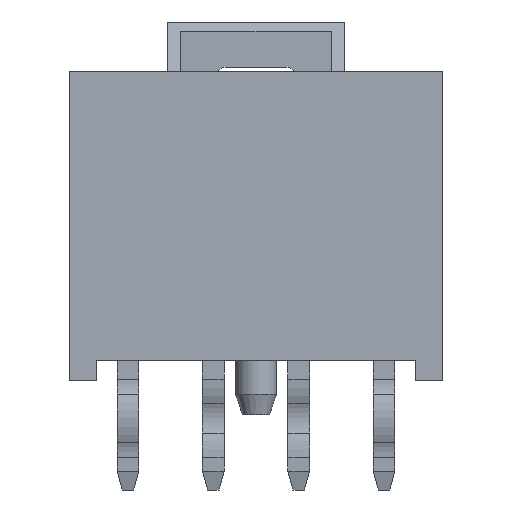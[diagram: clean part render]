
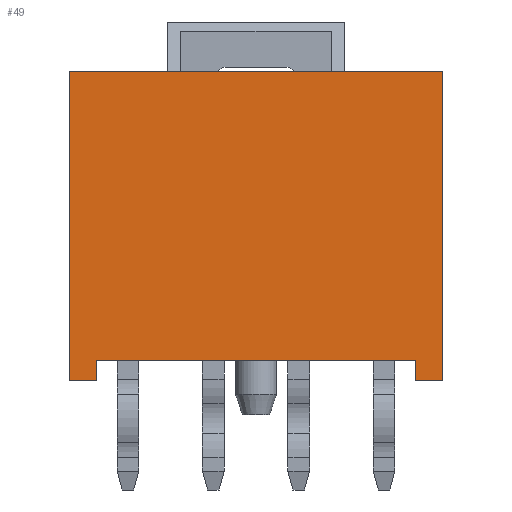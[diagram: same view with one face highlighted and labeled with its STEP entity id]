
A CAD part, front view. The second image highlights one B-rep face of the part: STEP entity #49.
In plain terms, the highlighted planar face has unit normal (0, -1, 0).
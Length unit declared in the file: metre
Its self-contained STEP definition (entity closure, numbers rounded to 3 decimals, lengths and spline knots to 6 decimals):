
#49 = ADVANCED_FACE( '', ( #227 ), #228, .F. );
#227 = FACE_OUTER_BOUND( '', #584, .T. );
#228 = PLANE( '', #585 );
#584 = EDGE_LOOP( '', ( #956, #957, #958, #959, #960, #961, #962, #963 ) );
#585 = AXIS2_PLACEMENT_3D( '', #964, #965, #966 );
#956 = ORIENTED_EDGE( '', *, *, #2376, .T. );
#957 = ORIENTED_EDGE( '', *, *, #2377, .F. );
#958 = ORIENTED_EDGE( '', *, *, #2378, .F. );
#959 = ORIENTED_EDGE( '', *, *, #2379, .F. );
#960 = ORIENTED_EDGE( '', *, *, #2380, .T. );
#961 = ORIENTED_EDGE( '', *, *, #2381, .F. );
#962 = ORIENTED_EDGE( '', *, *, #2382, .F. );
#963 = ORIENTED_EDGE( '', *, *, #2383, .F. );
#964 = CARTESIAN_POINT( '', ( 0., -0.00174, 0. ) );
#965 = DIRECTION( '', ( 0., 1., 0. ) );
#966 = DIRECTION( '', ( 1., 0., 0. ) );
#2376 = EDGE_CURVE( '', #2838, #2839, #2840, .T. );
#2377 = EDGE_CURVE( '', #2841, #2839, #2842, .T. );
#2378 = EDGE_CURVE( '', #2843, #2841, #2844, .T. );
#2379 = EDGE_CURVE( '', #2845, #2843, #2846, .T. );
#2380 = EDGE_CURVE( '', #2845, #2847, #2848, .T. );
#2381 = EDGE_CURVE( '', #2849, #2847, #2850, .T. );
#2382 = EDGE_CURVE( '', #2851, #2849, #2852, .T. );
#2383 = EDGE_CURVE( '', #2838, #2851, #2853, .T. );
#2838 = VERTEX_POINT( '', #3592 );
#2839 = VERTEX_POINT( '', #3593 );
#2840 = LINE( '', #3594, #3595 );
#2841 = VERTEX_POINT( '', #3596 );
#2842 = LINE( '', #3597, #3598 );
#2843 = VERTEX_POINT( '', #3599 );
#2844 = LINE( '', #3600, #3601 );
#2845 = VERTEX_POINT( '', #3602 );
#2846 = LINE( '', #3603, #3604 );
#2847 = VERTEX_POINT( '', #3605 );
#2848 = LINE( '', #3606, #3607 );
#2849 = VERTEX_POINT( '', #3608 );
#2850 = LINE( '', #3609, #3610 );
#2851 = VERTEX_POINT( '', #3611 );
#2852 = LINE( '', #3612, #3613 );
#2853 = LINE( '', #3614, #3615 );
#3592 = CARTESIAN_POINT( '', ( 0.00467, -0.00174, -0.00423 ) );
#3593 = CARTESIAN_POINT( '', ( 0.00467, -0.00174, -0.00483 ) );
#3594 = CARTESIAN_POINT( '', ( 0.00467, -0.00174, -0.00423 ) );
#3595 = VECTOR( '', #4731, 1. );
#3596 = CARTESIAN_POINT( '', ( 0.00547, -0.00174, -0.00483 ) );
#3597 = CARTESIAN_POINT( '', ( 0.00547, -0.00174, -0.00483 ) );
#3598 = VECTOR( '', #4732, 1. );
#3599 = CARTESIAN_POINT( '', ( 0.00547, -0.00174, 0.00423 ) );
#3600 = CARTESIAN_POINT( '', ( 0.00547, -0.00174, 0.00423 ) );
#3601 = VECTOR( '', #4733, 1. );
#3602 = CARTESIAN_POINT( '', ( -0.00547, -0.00174, 0.00423 ) );
#3603 = CARTESIAN_POINT( '', ( -0.00547, -0.00174, 0.00423 ) );
#3604 = VECTOR( '', #4734, 1. );
#3605 = CARTESIAN_POINT( '', ( -0.00547, -0.00174, -0.00483 ) );
#3606 = CARTESIAN_POINT( '', ( -0.00547, -0.00174, 0.00423 ) );
#3607 = VECTOR( '', #4735, 1. );
#3608 = CARTESIAN_POINT( '', ( -0.00467, -0.00174, -0.00483 ) );
#3609 = CARTESIAN_POINT( '', ( -0.00467, -0.00174, -0.00483 ) );
#3610 = VECTOR( '', #4736, 1. );
#3611 = CARTESIAN_POINT( '', ( -0.00467, -0.00174, -0.00423 ) );
#3612 = CARTESIAN_POINT( '', ( -0.00467, -0.00174, -0.00423 ) );
#3613 = VECTOR( '', #4737, 1. );
#3614 = CARTESIAN_POINT( '', ( 0.00467, -0.00174, -0.00423 ) );
#3615 = VECTOR( '', #4738, 1. );
#4731 = DIRECTION( '', ( 0., 0., -1. ) );
#4732 = DIRECTION( '', ( -1., 0., 0. ) );
#4733 = DIRECTION( '', ( 0., 0., -1. ) );
#4734 = DIRECTION( '', ( 1., 0., 0. ) );
#4735 = DIRECTION( '', ( 0., 0., -1. ) );
#4736 = DIRECTION( '', ( -1., 0., 0. ) );
#4737 = DIRECTION( '', ( 0., 0., -1. ) );
#4738 = DIRECTION( '', ( -1., 0., 0. ) );
